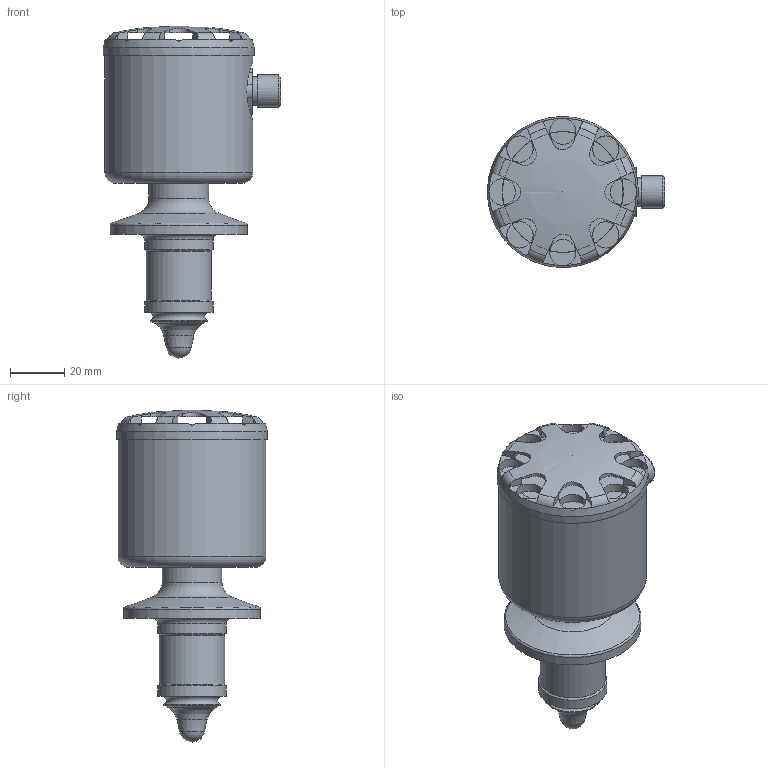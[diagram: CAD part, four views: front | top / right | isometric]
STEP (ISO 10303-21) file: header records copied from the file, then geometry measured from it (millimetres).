
FILE_DESCRIPTION( ( 'Unknown' ), '1' );
FILE_NAME( 'LFFS-042.0.stp', 'Unknown', ( 'Unknown' ), ( 'Unknown' ), 'PSStep 15.0.49', 'Unknown', ' ' );
FILE_SCHEMA( ( 'AUTOMOTIVE_DESIGN { 1 0 10303 214 1 1 1 1 }' ) );
Length unit declared in the file: millimetre
Products named in the file (1): 2103-090
Bounding box: 65.34 x 55.62 x 122.31 mm (x, y, z)
Volume: 153981.7 mm3; surface area: 35341.1 mm2
Topology: 1 solids, 6 shells, 173 faces, 495 edges, 314 vertices
Faces by surface type: cylinder 72, plane 71, torus 18, cone 10, sphere 2
Full cylindrical faces by diameter (mm): 1.64 x4, 7.709 x1, 9.7 x8, 10.5 x1, 11.741 x1, 11.9 x1, 13.8 x1, 16 x1, 21 x1, 21.5 x1, 22 x1, 24 x1, 25.2 x2, 43.788 x1, 43.8 x1, 45 x1, 48.2 x1, 50.5 x1, 52.2 x1, 54.5 x1, 55.622 x1
Entity records: 7364 total; most frequent: CARTESIAN_POINT 1724, DIRECTION 936, ORIENTED_EDGE 820, EDGE_CURVE 410, AXIS2_PLACEMENT_3D 408, VERTEX_POINT 284, EDGE_LOOP 244, CIRCLE 234
